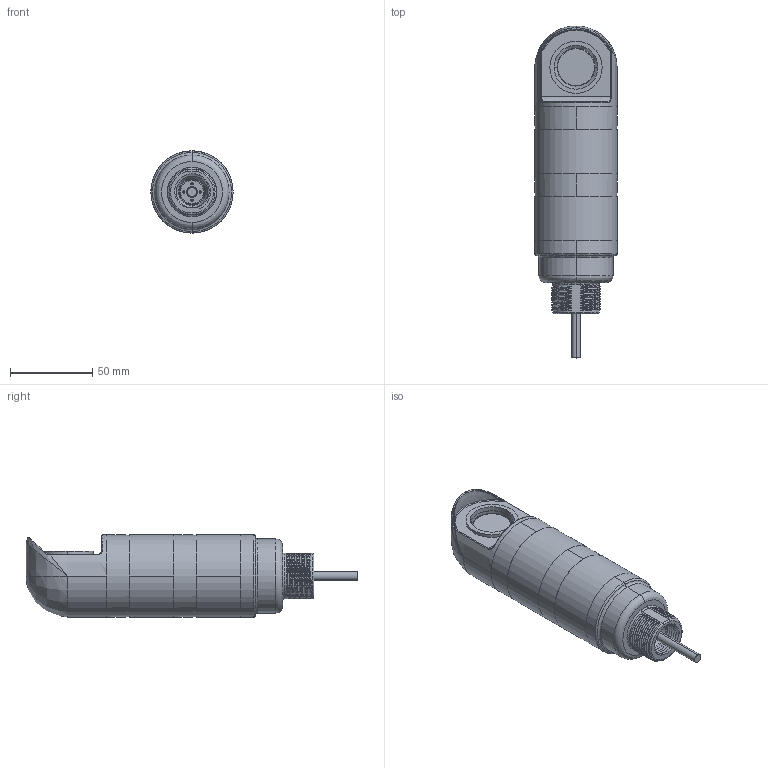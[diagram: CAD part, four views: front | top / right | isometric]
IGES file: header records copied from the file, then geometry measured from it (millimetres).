
Start section:  PTC IGES file: 154242.igs
Global section: file name: 154242.igs; native system: Pro/ENGINEER by Parametric Technology Corporation; preprocessor: 2009141; author: banengservice; organization: Unknown; date: 20100909.132650; units: inch
Bounding box: 50 x 201.6 x 50 mm (x, y, z)
Volume: 61907.8 mm3; surface area: 82645.4 mm2
Topology: 5 solids, 7 shells, 1175 faces, 3178 edges, 2054 vertices
Faces by surface type: bspline 765, revolution 410
